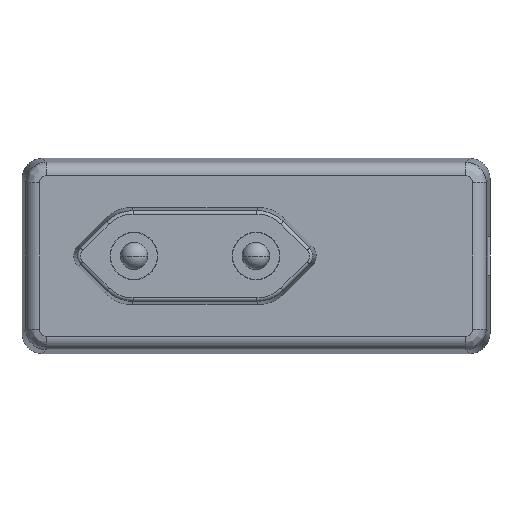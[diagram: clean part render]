
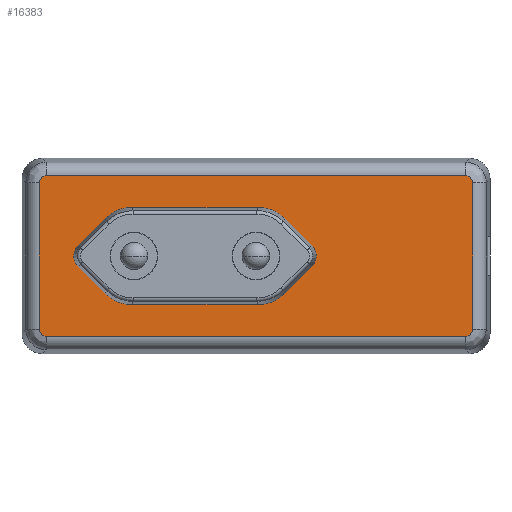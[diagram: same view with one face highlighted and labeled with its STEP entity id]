
A CAD part, front view. The second image highlights one B-rep face of the part: STEP entity #16383.
In plain terms, the highlighted face is planar.
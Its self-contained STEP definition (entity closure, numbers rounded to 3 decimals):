
#13287=CARTESIAN_POINT('',(10.833,30.933,12.8));
#13288=DIRECTION('',(0.,0.,-1.));
#13289=DIRECTION('',(-0.001,1.,0.));
#13290=AXIS2_PLACEMENT_3D('',#13287,#13288,#13289);
#13292=CARTESIAN_POINT('',(10.833,-30.933,
12.8));
#13293=DIRECTION('',(0.,0.,-1.));
#13294=DIRECTION('',(1.,0.001,0.));
#13295=AXIS2_PLACEMENT_3D('',#13292,#13293,#13294);
#13297=CARTESIAN_POINT('',(-10.833,-30.933,
12.8));
#13298=DIRECTION('',(0.,0.,-1.));
#13299=DIRECTION('',(0.001,-1.,0.));
#13300=AXIS2_PLACEMENT_3D('',#13297,#13298,#13299);
#13302=CARTESIAN_POINT('',(-10.833,30.933,
12.8));
#13303=DIRECTION('',(0.,0.,-1.));
#13304=DIRECTION('',(-1.,-0.001,0.));
#13305=AXIS2_PLACEMENT_3D('',#13302,#13303,#13304);
#13307=CARTESIAN_POINT('',(-7.15,-0.323,12.8));
#13308=CARTESIAN_POINT('',(-7.15,-1.082,12.8));
#13309=CARTESIAN_POINT('',(-6.85,-2.476,12.8));
#13310=CARTESIAN_POINT('',(-6.076,-3.674,12.8));
#13311=CARTESIAN_POINT('',(-5.54,-4.21,12.8));
#13313=DIRECTION('',(0.707,-0.707,0.));
#13314=VECTOR('',#13313,5.686);
#13315=CARTESIAN_POINT('',(-5.54,-4.21,12.8));
#13316=LINE('',#13315,#13314);
#13317=CARTESIAN_POINT('',(0.001,-6.711,12.8));
#13318=DIRECTION('',(0.,0.,1.));
#13319=DIRECTION('',(-0.707,-0.707,0.));
#13320=AXIS2_PLACEMENT_3D('',#13317,#13318,#13319);
#13322=DIRECTION('',(0.707,0.707,0.));
#13323=VECTOR('',#13322,5.685);
#13324=CARTESIAN_POINT('',(1.522,-8.231,12.8));
#13325=LINE('',#13324,#13323);
#13326=CARTESIAN_POINT('',(5.54,-4.21,12.8));
#13327=CARTESIAN_POINT('',(6.077,-3.673,12.8));
#13328=CARTESIAN_POINT('',(6.85,-2.476,12.8));
#13329=CARTESIAN_POINT('',(7.15,-1.082,12.8));
#13330=CARTESIAN_POINT('',(7.15,-0.323,12.8));
#13332=CARTESIAN_POINT('',(7.15,18.323,12.8));
#13333=CARTESIAN_POINT('',(7.15,19.082,12.8));
#13334=CARTESIAN_POINT('',(6.85,20.476,12.8));
#13335=CARTESIAN_POINT('',(6.076,21.674,12.8));
#13336=CARTESIAN_POINT('',(5.54,22.21,12.8));
#13338=DIRECTION('',(-0.707,0.707,0.));
#13339=VECTOR('',#13338,5.684);
#13340=CARTESIAN_POINT('',(5.54,22.21,12.8));
#13341=LINE('',#13340,#13339);
#13342=CARTESIAN_POINT('',(0.,24.709,12.8));
#13343=DIRECTION('',(0.,0.,1.));
#13344=DIRECTION('',(0.707,0.707,0.));
#13345=AXIS2_PLACEMENT_3D('',#13342,#13343,#13344);
#13347=DIRECTION('',(-0.707,-0.707,0.));
#13348=VECTOR('',#13347,5.684);
#13349=CARTESIAN_POINT('',(-1.52,26.23,12.8));
#13350=LINE('',#13349,#13348);
#13351=CARTESIAN_POINT('',(-5.54,22.21,12.8));
#13352=CARTESIAN_POINT('',(-6.076,21.674,12.8));
#13353=CARTESIAN_POINT('',(-6.85,20.476,12.8));
#13354=CARTESIAN_POINT('',(-7.15,19.082,12.8));
#13355=CARTESIAN_POINT('',(-7.15,18.323,12.8));
#13378=DIRECTION('',(-1.,0.,0.));
#13379=VECTOR('',#13378,21.665);
#13380=CARTESIAN_POINT('',(10.833,31.931,12.8));
#13381=LINE('',#13380,#13379);
#13407=DIRECTION('',(0.,-1.,0.));
#13408=VECTOR('',#13407,61.865);
#13409=CARTESIAN_POINT('',(-11.831,30.933,
12.8));
#13410=LINE('',#13409,#13408);
#13436=DIRECTION('',(1.,0.,0.));
#13437=VECTOR('',#13436,21.665);
#13438=CARTESIAN_POINT('',(-10.833,-31.931,
12.8));
#13439=LINE('',#13438,#13437);
#13465=DIRECTION('',(0.,1.,0.));
#13466=VECTOR('',#13465,61.865);
#13467=CARTESIAN_POINT('',(11.831,-30.933,
12.8));
#13468=LINE('',#13467,#13466);
#15537=DIRECTION('',(0.,-1.,0.));
#15538=VECTOR('',#15537,18.646);
#15539=CARTESIAN_POINT('',(7.15,18.323,12.8));
#15540=LINE('',#15539,#15538);
#15632=DIRECTION('',(0.,1.,0.));
#15633=VECTOR('',#15632,18.645);
#15634=CARTESIAN_POINT('',(-7.15,-0.323,12.8));
#15635=LINE('',#15634,#15633);
#15717=CARTESIAN_POINT('',(10.833,31.931,12.8));
#15718=CARTESIAN_POINT('',(11.831,30.933,12.8));
#15719=VERTEX_POINT('',#15717);
#15720=VERTEX_POINT('',#15718);
#15721=CARTESIAN_POINT('',(11.831,-30.933,
12.8));
#15722=VERTEX_POINT('',#15721);
#15723=CARTESIAN_POINT('',(10.833,-31.931,
12.8));
#15724=VERTEX_POINT('',#15723);
#15725=CARTESIAN_POINT('',(-10.833,-31.931,
12.8));
#15726=VERTEX_POINT('',#15725);
#15727=CARTESIAN_POINT('',(-11.831,-30.933,
12.8));
#15728=VERTEX_POINT('',#15727);
#15729=CARTESIAN_POINT('',(-11.831,30.933,
12.8));
#15730=VERTEX_POINT('',#15729);
#15731=CARTESIAN_POINT('',(-10.833,31.931,
12.8));
#15732=VERTEX_POINT('',#15731);
#15733=CARTESIAN_POINT('',(-7.15,-0.323,12.8));
#15734=CARTESIAN_POINT('',(-7.15,18.323,12.8));
#15735=VERTEX_POINT('',#15733);
#15736=VERTEX_POINT('',#15734);
#15737=VERTEX_POINT('',#13311);
#15738=CARTESIAN_POINT('',(-1.519,-8.231,12.8));
#15739=VERTEX_POINT('',#15738);
#15740=CARTESIAN_POINT('',(1.521,-8.231,12.8));
#15741=VERTEX_POINT('',#15740);
#15742=CARTESIAN_POINT('',(5.54,-4.21,12.8));
#15743=VERTEX_POINT('',#15742);
#15744=VERTEX_POINT('',#13330);
#15745=CARTESIAN_POINT('',(7.15,18.323,12.8));
#15746=VERTEX_POINT('',#15745);
#15747=VERTEX_POINT('',#13336);
#15748=CARTESIAN_POINT('',(1.52,26.23,12.8));
#15749=VERTEX_POINT('',#15748);
#15750=CARTESIAN_POINT('',(-1.52,26.23,12.8));
#15751=VERTEX_POINT('',#15750);
#15752=CARTESIAN_POINT('',(-5.54,22.21,12.8));
#15753=VERTEX_POINT('',#15752);
#16334=CARTESIAN_POINT('',(0.,0.,12.8));
#16335=DIRECTION('',(0.,0.,1.));
#16336=DIRECTION('',(1.,0.,0.));
#16337=AXIS2_PLACEMENT_3D('',#16334,#16335,#16336);
#16338=PLANE('',#16337);
#16340=ORIENTED_EDGE('',*,*,#16339,.T.);
#16342=ORIENTED_EDGE('',*,*,#16341,.F.);
#16344=ORIENTED_EDGE('',*,*,#16343,.T.);
#16346=ORIENTED_EDGE('',*,*,#16345,.F.);
#16348=ORIENTED_EDGE('',*,*,#16347,.T.);
#16350=ORIENTED_EDGE('',*,*,#16349,.F.);
#16352=ORIENTED_EDGE('',*,*,#16351,.T.);
#16354=ORIENTED_EDGE('',*,*,#16353,.F.);
#16355=EDGE_LOOP('',(#16340,#16342,#16344,#16346,#16348,#16350,#16352,#16354));
#16356=FACE_OUTER_BOUND('',#16355,.F.);
#16358=ORIENTED_EDGE('',*,*,#16357,.F.);
#16360=ORIENTED_EDGE('',*,*,#16359,.T.);
#16362=ORIENTED_EDGE('',*,*,#16361,.T.);
#16364=ORIENTED_EDGE('',*,*,#16363,.T.);
#16366=ORIENTED_EDGE('',*,*,#16365,.T.);
#16368=ORIENTED_EDGE('',*,*,#16367,.T.);
#16370=ORIENTED_EDGE('',*,*,#16369,.F.);
#16372=ORIENTED_EDGE('',*,*,#16371,.T.);
#16374=ORIENTED_EDGE('',*,*,#16373,.T.);
#16376=ORIENTED_EDGE('',*,*,#16375,.T.);
#16378=ORIENTED_EDGE('',*,*,#16377,.T.);
#16380=ORIENTED_EDGE('',*,*,#16379,.T.);
#16381=EDGE_LOOP('',(#16358,#16360,#16362,#16364,#16366,#16368,#16370,#16372,
#16374,#16376,#16378,#16380));
#16382=FACE_BOUND('',#16381,.F.);
#16383=ADVANCED_FACE('',(#16356,#16382),#16338,.T.);
#13291=CIRCLE('',#13290,0.998);
#13296=CIRCLE('',#13295,0.998);
#13301=CIRCLE('',#13300,0.998);
#13306=CIRCLE('',#13305,0.998);
#13312=B_SPLINE_CURVE_WITH_KNOTS('',3,(#13307,#13308,#13309,#13310,#13311),
.UNSPECIFIED.,.F.,.F.,(4,1,4),(0.,0.5,1.),.UNSPECIFIED.);
#13321=CIRCLE('',#13320,2.15);
#13331=B_SPLINE_CURVE_WITH_KNOTS('',3,(#13326,#13327,#13328,#13329,#13330),
.UNSPECIFIED.,.F.,.F.,(4,1,4),(0.,0.5,1.),.UNSPECIFIED.);
#13337=B_SPLINE_CURVE_WITH_KNOTS('',3,(#13332,#13333,#13334,#13335,#13336),
.UNSPECIFIED.,.F.,.F.,(4,1,4),(0.,0.5,1.),.UNSPECIFIED.);
#13346=CIRCLE('',#13345,2.15);
#13356=B_SPLINE_CURVE_WITH_KNOTS('',3,(#13351,#13352,#13353,#13354,#13355),
.UNSPECIFIED.,.F.,.F.,(4,1,4),(0.,0.5,1.),.UNSPECIFIED.);
#16339=EDGE_CURVE('',#15719,#15720,#13291,.T.);
#16341=EDGE_CURVE('',#15722,#15720,#13468,.T.);
#16343=EDGE_CURVE('',#15722,#15724,#13296,.T.);
#16345=EDGE_CURVE('',#15726,#15724,#13439,.T.);
#16347=EDGE_CURVE('',#15726,#15728,#13301,.T.);
#16349=EDGE_CURVE('',#15730,#15728,#13410,.T.);
#16351=EDGE_CURVE('',#15730,#15732,#13306,.T.);
#16353=EDGE_CURVE('',#15719,#15732,#13381,.T.);
#16357=EDGE_CURVE('',#15735,#15736,#15635,.T.);
#16359=EDGE_CURVE('',#15735,#15737,#13312,.T.);
#16361=EDGE_CURVE('',#15737,#15739,#13316,.T.);
#16363=EDGE_CURVE('',#15739,#15741,#13321,.T.);
#16365=EDGE_CURVE('',#15741,#15743,#13325,.T.);
#16367=EDGE_CURVE('',#15743,#15744,#13331,.T.);
#16369=EDGE_CURVE('',#15746,#15744,#15540,.T.);
#16371=EDGE_CURVE('',#15746,#15747,#13337,.T.);
#16373=EDGE_CURVE('',#15747,#15749,#13341,.T.);
#16375=EDGE_CURVE('',#15749,#15751,#13346,.T.);
#16377=EDGE_CURVE('',#15751,#15753,#13350,.T.);
#16379=EDGE_CURVE('',#15753,#15736,#13356,.T.);
